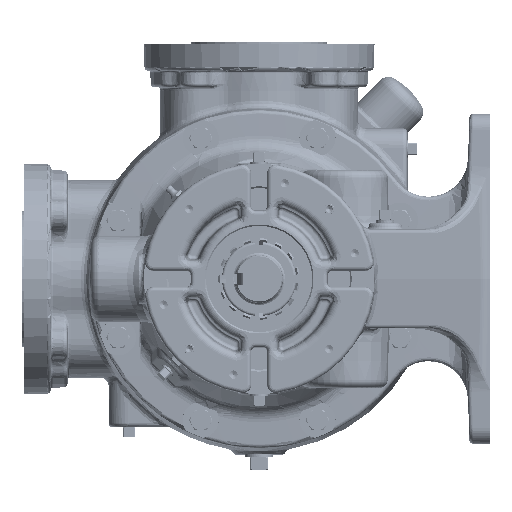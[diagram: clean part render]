
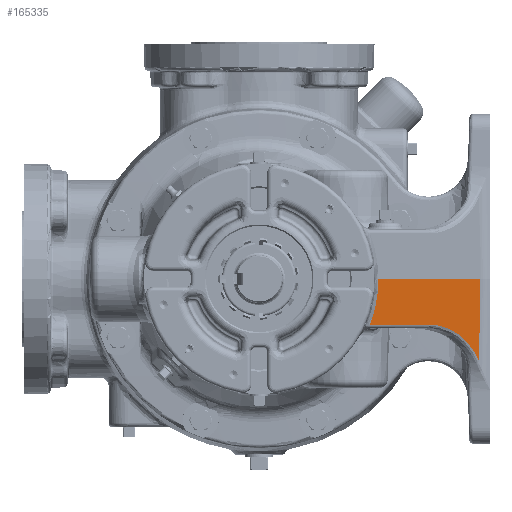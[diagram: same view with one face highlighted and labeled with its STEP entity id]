
A CAD part, left-side view. The second image highlights one B-rep face of the part: STEP entity #165335.
In plain terms, the highlighted planar face has unit normal (-0.642, -0.766, -0.035).
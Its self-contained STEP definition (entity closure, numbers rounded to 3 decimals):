
#175 = CARTESIAN_POINT ( 'NONE',  ( -251.307, -85.435, -35.158 ) ) ;
#6600 = CARTESIAN_POINT ( 'NONE',  ( -251.307, -85.435, -35.158 ) ) ;
#24442 = CARTESIAN_POINT ( 'NONE',  ( -149.757, -169.359, -63.389 ) ) ;
#26741 = PLANE ( 'NONE',  #447364 ) ;
#28374 = LINE ( 'NONE', #135717, #165461 ) ;
#30972 = ORIENTED_EDGE ( 'NONE', *, *, #89418, .T. ) ;
#46610 = CARTESIAN_POINT ( 'NONE',  ( -244.95, -91.824, -12.04 ) ) ;
#66325 = VERTEX_POINT ( 'NONE', #466076 ) ;
#89418 = EDGE_CURVE ( 'NONE', #231388, #447320, #28374, .T. ) ;
#90219 = DIRECTION ( 'NONE',  ( 0.766, -0.643, 0. ) ) ;
#113873 = DIRECTION ( 'NONE',  ( 0.766, -0.643, 0. ) ) ;
#113899 = FACE_OUTER_BOUND ( 'NONE', #300043, .T. ) ;
#130050 = CARTESIAN_POINT ( 'NONE',  ( -136.924, -183.017, 0. ) ) ;
#133160 =( BOUNDED_CURVE ( )  B_SPLINE_CURVE ( 3, ( #350486, #46610, #226183, #6600 ),
 .UNSPECIFIED., .F., .T. ) 
 B_SPLINE_CURVE_WITH_KNOTS ( ( 4, 4 ),
 ( 3.1, 3.454 ),
 .UNSPECIFIED. ) 
 CURVE ( )  GEOMETRIC_REPRESENTATION_ITEM ( )  RATIONAL_B_SPLINE_CURVE ( ( 1., 0.99, 0.99, 1. ) ) 
 REPRESENTATION_ITEM ( '' )  );
#134255 = CARTESIAN_POINT ( 'NONE',  ( -176.835, -147.926, -35.158 ) ) ;
#135717 = CARTESIAN_POINT ( 'NONE',  ( -151.967, -170.39, -0.096 ) ) ;
#136703 = VERTEX_POINT ( 'NONE', #347645 ) ;
#165335 = ADVANCED_FACE ( 'Defeatured_0_2291', ( #113899 ), #26741, .T. ) ;
#165461 = VECTOR ( 'NONE', #290159, 1000. ) ;
#206517 = CARTESIAN_POINT ( 'NONE',  ( -197.121, -130.903, -35.158 ) ) ;
#221510 = EDGE_CURVE ( 'NONE', #66325, #231388, #296652, .T. ) ;
#226074 = CARTESIAN_POINT ( 'NONE',  ( -136.924, -183.017, 0. ) ) ;
#226183 = CARTESIAN_POINT ( 'NONE',  ( -246.892, -89.654, -23.882 ) ) ;
#231388 = VERTEX_POINT ( 'NONE', #385149 ) ;
#236494 = EDGE_CURVE ( 'NONE', #136703, #447320, #424865, .T. ) ;
#238027 = EDGE_CURVE ( 'NONE', #136703, #430762, #133160, .T. ) ;
#252033 = ORIENTED_EDGE ( 'NONE', *, *, #221510, .T. ) ;
#261009 = LINE ( 'NONE', #415421, #435320 ) ;
#286397 = ORIENTED_EDGE ( 'NONE', *, *, #348978, .T. ) ;
#290159 = DIRECTION ( 'NONE',  ( -0.035, -0.016, 0.999 ) ) ;
#296652 =( BOUNDED_CURVE ( )  B_SPLINE_CURVE ( 3, ( #206517, #134255, #321087, #24442 ),
 .UNSPECIFIED., .F., .F. ) 
 B_SPLINE_CURVE_WITH_KNOTS ( ( 4, 4 ),
 ( 1.625, 2.7 ),
 .UNSPECIFIED. ) 
 CURVE ( )  GEOMETRIC_REPRESENTATION_ITEM ( )  RATIONAL_B_SPLINE_CURVE ( ( 1., 0.906, 0.906, 1. ) ) 
 REPRESENTATION_ITEM ( '' )  );
#300043 = EDGE_LOOP ( 'NONE', ( #373848, #320579, #286397, #252033, #30972 ) ) ;
#320579 = ORIENTED_EDGE ( 'NONE', *, *, #238027, .T. ) ;
#321087 = CARTESIAN_POINT ( 'NONE',  ( -159.408, -162.074, -45.545 ) ) ;
#342169 = VECTOR ( 'NONE', #90219, 1000. ) ;
#347645 = CARTESIAN_POINT ( 'NONE',  ( -245.542, -91.876, 0. ) ) ;
#348978 = EDGE_CURVE ( 'NONE', #430762, #66325, #261009, .T. ) ;
#350486 = CARTESIAN_POINT ( 'NONE',  ( -245.542, -91.876, 0. ) ) ;
#373848 = ORIENTED_EDGE ( 'NONE', *, *, #236494, .F. ) ;
#385149 = CARTESIAN_POINT ( 'NONE',  ( -149.757, -169.359, -63.389 ) ) ;
#415421 = CARTESIAN_POINT ( 'NONE',  ( -136.135, -182.077, -35.158 ) ) ;
#424865 = LINE ( 'NONE', #130050, #342169 ) ;
#430369 = CARTESIAN_POINT ( 'NONE',  ( -151.971, -170.391, 0. ) ) ;
#430762 = VERTEX_POINT ( 'NONE', #175 ) ;
#435320 = VECTOR ( 'NONE', #113873, 1000. ) ;
#445486 = DIRECTION ( 'NONE',  ( 0.766, -0.643, 0. ) ) ;
#447320 = VERTEX_POINT ( 'NONE', #430369 ) ;
#447364 = AXIS2_PLACEMENT_3D ( 'NONE', #226074, #450394, #445486 ) ;
#450394 = DIRECTION ( 'NONE',  ( -0.642, -0.766, -0.035 ) ) ;
#466076 = CARTESIAN_POINT ( 'NONE',  ( -197.121, -130.903, -35.158 ) ) ;
